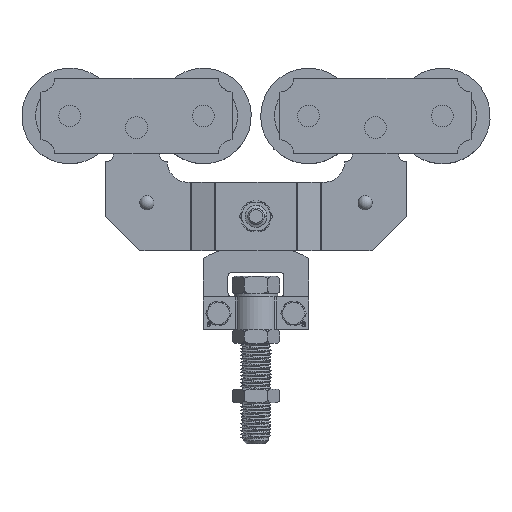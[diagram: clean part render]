
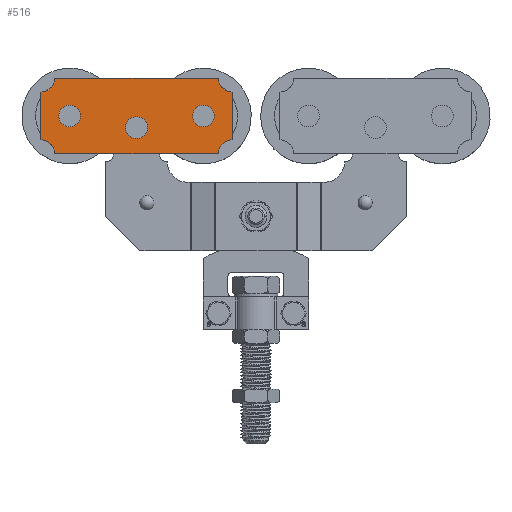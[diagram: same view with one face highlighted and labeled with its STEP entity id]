
A CAD part, top view. The second image highlights one B-rep face of the part: STEP entity #516.
In plain terms, the highlighted face is planar.
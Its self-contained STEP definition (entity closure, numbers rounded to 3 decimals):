
#140=CARTESIAN_POINT('',(106.,184.348,0.0));
#141=VERTEX_POINT('',#140);
#142=CARTESIAN_POINT('',(101.,184.348,0.0));
#143=DIRECTION('',(0.0,0.0,1.0));
#144=DIRECTION('',(-1.0,0.0,0.0));
#145=AXIS2_PLACEMENT_3D('',#142,#143,#144);
#146=CIRCLE('',#145,5.0);
#147=EDGE_CURVE('',#141,#141,#146,.T.);
#264=CARTESIAN_POINT('',(155.0,192.848,0.0));
#265=VERTEX_POINT('',#264);
#266=CARTESIAN_POINT('',(150.0,192.848,0.0));
#267=DIRECTION('',(0.0,0.0,1.0));
#268=DIRECTION('',(-1.0,0.0,0.0));
#269=AXIS2_PLACEMENT_3D('',#266,#267,#268);
#270=CIRCLE('',#269,5.0);
#271=EDGE_CURVE('',#265,#265,#270,.T.);
#284=CARTESIAN_POINT('',(57.,192.848,0.0));
#285=VERTEX_POINT('',#284);
#286=CARTESIAN_POINT('',(52.,192.848,0.0));
#287=DIRECTION('',(0.0,0.0,1.0));
#288=DIRECTION('',(-1.0,0.0,0.0));
#289=AXIS2_PLACEMENT_3D('',#286,#287,#288);
#290=CIRCLE('',#289,5.0);
#291=EDGE_CURVE('',#285,#285,#290,.T.);
#302=CARTESIAN_POINT('',(171.0,210.348,0.0));
#303=VERTEX_POINT('',#302);
#310=CARTESIAN_POINT('',(161.0,220.348,0.0));
#311=VERTEX_POINT('',#310);
#312=CARTESIAN_POINT('',(171.0,220.348,0.0));
#313=DIRECTION('',(0.0,0.0,1.0));
#314=DIRECTION('',(-1.0,0.0,0.0));
#315=AXIS2_PLACEMENT_3D('',#312,#313,#314);
#316=CIRCLE('',#315,10.0);
#317=EDGE_CURVE('',#311,#303,#316,.T.);
#334=CARTESIAN_POINT('',(171.0,175.348,0.0));
#335=VERTEX_POINT('',#334);
#342=CARTESIAN_POINT('',(171.0,210.348,0.0));
#343=DIRECTION('',(0.0,-1.0,0.0));
#344=VECTOR('',#343,35.);
#345=LINE('',#342,#344);
#346=EDGE_CURVE('',#303,#335,#345,.T.);
#358=CARTESIAN_POINT('',(161.0,165.348,0.0));
#359=VERTEX_POINT('',#358);
#366=CARTESIAN_POINT('',(171.0,165.348,0.0));
#367=DIRECTION('',(0.0,0.0,1.0));
#368=DIRECTION('',(0.0,1.0,0.0));
#369=AXIS2_PLACEMENT_3D('',#366,#367,#368);
#370=CIRCLE('',#369,10.0);
#371=EDGE_CURVE('',#335,#359,#370,.T.);
#383=CARTESIAN_POINT('',(41.,165.348,0.0));
#384=VERTEX_POINT('',#383);
#391=CARTESIAN_POINT('',(161.0,165.348,0.0));
#392=DIRECTION('',(-1.0,0.0,0.0));
#393=VECTOR('',#392,120.);
#394=LINE('',#391,#393);
#395=EDGE_CURVE('',#359,#384,#394,.T.);
#407=CARTESIAN_POINT('',(31.,175.348,0.0));
#408=VERTEX_POINT('',#407);
#415=CARTESIAN_POINT('',(31.,165.348,0.0));
#416=DIRECTION('',(0.0,0.0,1.0));
#417=DIRECTION('',(1.0,0.0,0.0));
#418=AXIS2_PLACEMENT_3D('',#415,#416,#417);
#419=CIRCLE('',#418,10.0);
#420=EDGE_CURVE('',#384,#408,#419,.T.);
#432=CARTESIAN_POINT('',(31.0,210.348,0.0));
#433=VERTEX_POINT('',#432);
#440=CARTESIAN_POINT('',(31.,175.348,0.0));
#441=DIRECTION('',(0.0,1.0,0.0));
#442=VECTOR('',#441,35.);
#443=LINE('',#440,#442);
#444=EDGE_CURVE('',#408,#433,#443,.T.);
#456=CARTESIAN_POINT('',(41.,220.348,0.0));
#457=VERTEX_POINT('',#456);
#464=CARTESIAN_POINT('',(31.0,220.348,0.0));
#465=DIRECTION('',(0.0,0.0,1.0));
#466=DIRECTION('',(0.0,-1.0,0.0));
#467=AXIS2_PLACEMENT_3D('',#464,#465,#466);
#468=CIRCLE('',#467,10.0);
#469=EDGE_CURVE('',#433,#457,#468,.T.);
#482=CARTESIAN_POINT('',(41.,220.348,0.0));
#483=DIRECTION('',(1.0,0.0,0.0));
#484=VECTOR('',#483,120.0);
#485=LINE('',#482,#484);
#486=EDGE_CURVE('',#457,#311,#485,.T.);
#492=CARTESIAN_POINT('',(101.,192.848,0.0));
#493=DIRECTION('',(0.0,0.0,1.0));
#494=DIRECTION('',(1.0,0.0,0.0));
#495=AXIS2_PLACEMENT_3D('',#492,#493,#494);
#496=PLANE('',#495);
#497=ORIENTED_EDGE('',*,*,#486,.T.);
#498=ORIENTED_EDGE('',*,*,#317,.T.);
#499=ORIENTED_EDGE('',*,*,#346,.T.);
#500=ORIENTED_EDGE('',*,*,#371,.T.);
#501=ORIENTED_EDGE('',*,*,#395,.T.);
#502=ORIENTED_EDGE('',*,*,#420,.T.);
#503=ORIENTED_EDGE('',*,*,#444,.T.);
#504=ORIENTED_EDGE('',*,*,#469,.T.);
#505=EDGE_LOOP('',(#497,#498,#499,#500,#501,#502,#503,#504));
#506=FACE_OUTER_BOUND('',#505,.T.);
#507=ORIENTED_EDGE('',*,*,#271,.T.);
#508=EDGE_LOOP('',(#507));
#509=FACE_BOUND('',#508,.T.);
#510=ORIENTED_EDGE('',*,*,#291,.T.);
#511=EDGE_LOOP('',(#510));
#512=FACE_BOUND('',#511,.T.);
#513=ORIENTED_EDGE('',*,*,#147,.T.);
#514=EDGE_LOOP('',(#513));
#515=FACE_BOUND('',#514,.T.);
#516=ADVANCED_FACE('',(#506,#509,#512,#515),#496,.F.);
